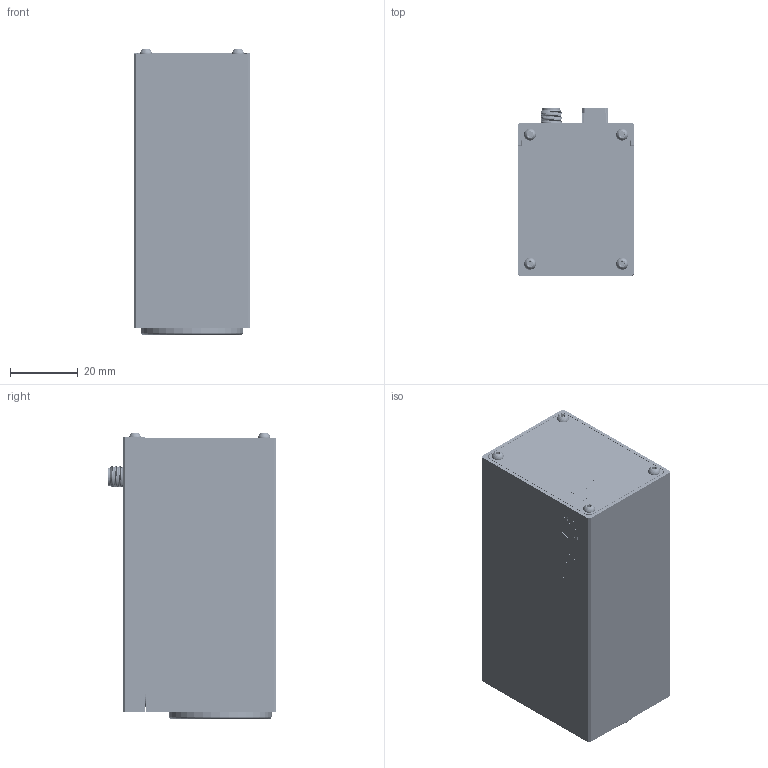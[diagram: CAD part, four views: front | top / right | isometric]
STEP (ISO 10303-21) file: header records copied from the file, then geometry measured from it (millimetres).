
FILE_DESCRIPTION (( 'STEP AP214' ), '1' );
FILE_NAME ('TTN092855-E0W.STEP', '2016-10-07T16:05:51', ( '' ), ( '' ), 'SwSTEP 2.0', 'SolidWorks 2016', '' );
FILE_SCHEMA (( 'AUTOMOTIVE_DESIGN' ));
Length unit declared in the file: inch
Products named in the file (1): TTN092855-E0W
Bounding box: 34.29 x 49.65 x 84.36 mm (x, y, z)
Volume: 92173.9 mm3; surface area: 50903.1 mm2
Topology: 246 solids, 247 shells, 7122 faces, 18029 edges, 11270 vertices
Faces by surface type: plane 3887, cylinder 2280, bspline 718, cone 177, torus 44, sphere 16
Entity records: 335891 total; most frequent: CARTESIAN_POINT 76826, ORIENTED_EDGE 35298, DIRECTION 31770, EDGE_CURVE 17649, LINE 11818, VECTOR 11818, VERTEX_POINT 11266, AXIS2_PLACEMENT_3D 9976
